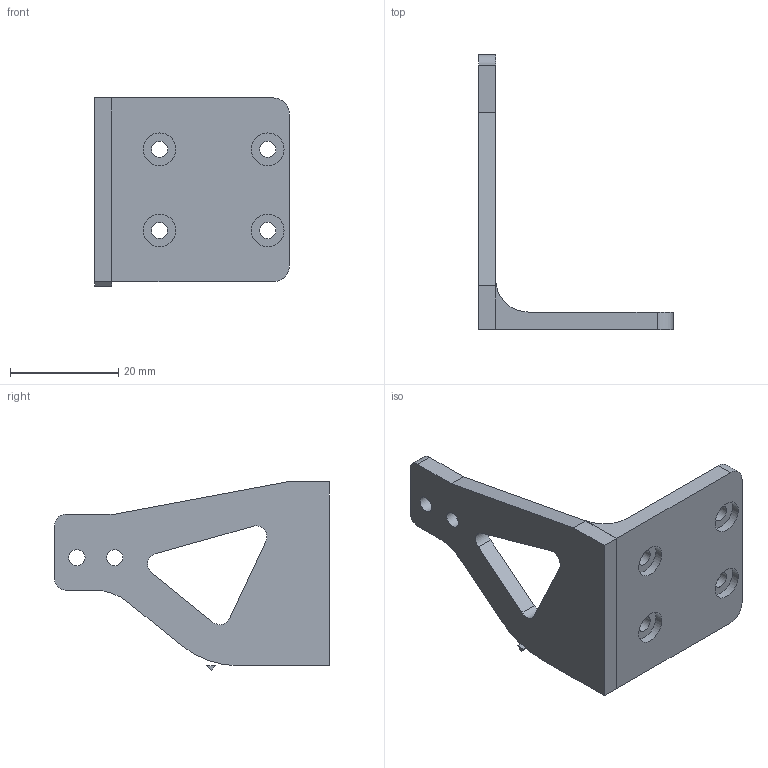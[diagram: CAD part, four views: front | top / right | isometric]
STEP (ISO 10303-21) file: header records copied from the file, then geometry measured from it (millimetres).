
FILE_DESCRIPTION(/* description */ (''),/* implementation_level */ '2;1');
FILE_NAME(/* name */ 'Perseus-y-bracket.step',/* time_stamp */ '2022-01-04T22:11:29+08:00',/* author */ (''),/* organization */ (''),/* preprocessor_version */ 'ST-DEVELOPER v18.1',/* originating_system */ 'Autodesk Translation Framework v10.10.0.1391',/* authorisation */ '');
FILE_SCHEMA (('AUTOMOTIVE_DESIGN { 1 0 10303 214 3 1 1 }'));
Length unit declared in the file: millimetre
Products named in the file (1): L bracket X
Bounding box: 36 x 50.8 x 34.78 mm (x, y, z)
Volume: 6911.4 mm3; surface area: 5917.9 mm2
Topology: 3 solids, 3 shells, 49 faces, 117 edges, 78 vertices
Faces by surface type: plane 29, cylinder 20
Full cylindrical faces by diameter (mm): 3 x6, 6.05 x4
Entity records: 1498 total; most frequent: DIRECTION 258, CARTESIAN_POINT 245, ORIENTED_EDGE 234, EDGE_CURVE 117, AXIS2_PLACEMENT_3D 91, VERTEX_POINT 78, LINE 76, VECTOR 76
